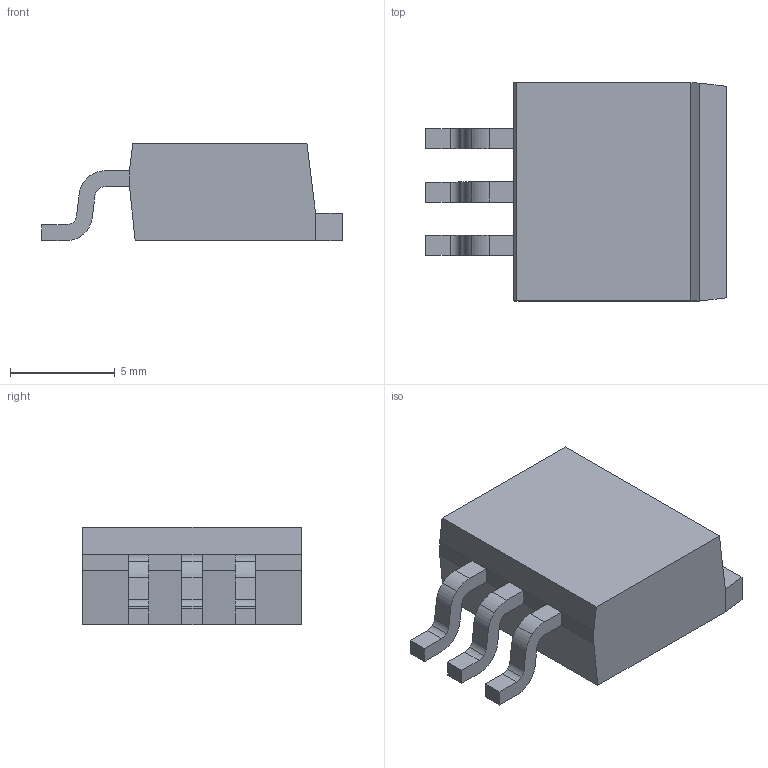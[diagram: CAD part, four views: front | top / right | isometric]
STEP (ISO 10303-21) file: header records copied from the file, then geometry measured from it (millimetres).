
FILE_DESCRIPTION((''),'2;1');
FILE_NAME('TO254P1410X464-4N.stp','2008-12-10T17:08:05',(''),(''),'Mechanical Desktop 2009','Mechanical Desktop 2009',', , ');
FILE_SCHEMA(('AUTOMOTIVE_DESIGN { 1 2 10303 214 1 1 1 1 }'));
Length unit declared in the file: millimetre
Products named in the file (1): Product
Bounding box: 14.35 x 10.41 x 4.65 mm (x, y, z)
Volume: 447.8 mm3; surface area: 475.6 mm2
Topology: 5 solids, 5 shells, 69 faces, 177 edges, 118 vertices
Faces by surface type: plane 45, cylinder 24
Entity records: 2147 total; most frequent: CARTESIAN_POINT 365, DIRECTION 365, ORIENTED_EDGE 354, EDGE_CURVE 177, VECTOR 129, LINE 129, AXIS2_PLACEMENT_3D 118, VERTEX_POINT 118
